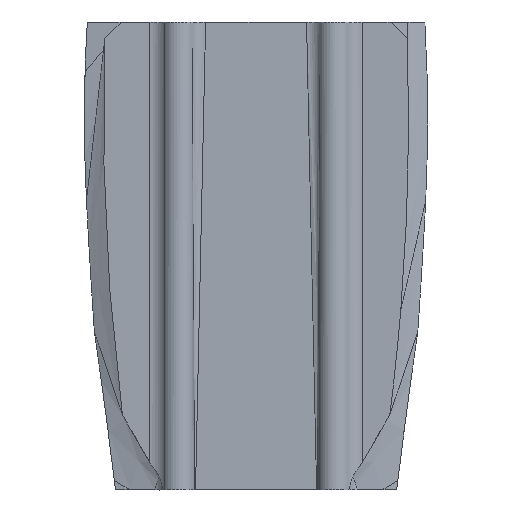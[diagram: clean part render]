
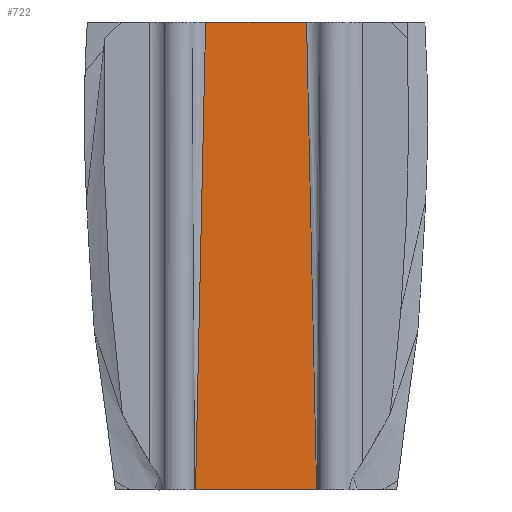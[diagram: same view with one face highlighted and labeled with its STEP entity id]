
A CAD part, front view. The second image highlights one B-rep face of the part: STEP entity #722.
In plain terms, the highlighted planar face has unit normal (0, -1, 0).
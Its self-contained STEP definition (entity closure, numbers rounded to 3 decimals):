
#57=FACE_OUTER_BOUND('',#106,.T.);
#106=EDGE_LOOP('',(#511,#512,#513,#514));
#205=B_SPLINE_CURVE_WITH_KNOTS('',3,(#1260,#1261,#1262,#1263,#1264,#1265),
 .UNSPECIFIED.,.F.,.F.,(4,1,1,4),(2.652,14.652,20.652,
23.652),.UNSPECIFIED.);
#206=B_SPLINE_CURVE_WITH_KNOTS('',3,(#1268,#1269,#1270,#1271,#1272,#1273),
 .UNSPECIFIED.,.F.,.F.,(4,1,1,4),(-23.652,-17.652,-11.652,
-2.652),.UNSPECIFIED.);
#228=LINE('',#1148,#267);
#230=LINE('',#1267,#269);
#267=VECTOR('',#873,10.);
#269=VECTOR('',#891,10.);
#314=VERTEX_POINT('',#1103);
#315=VERTEX_POINT('',#1147);
#328=VERTEX_POINT('',#1259);
#329=VERTEX_POINT('',#1266);
#386=EDGE_CURVE('',#315,#314,#228,.T.);
#400=EDGE_CURVE('',#328,#314,#205,.T.);
#401=EDGE_CURVE('',#328,#329,#230,.T.);
#402=EDGE_CURVE('',#315,#329,#206,.T.);
#511=ORIENTED_EDGE('',*,*,#386,.T.);
#512=ORIENTED_EDGE('',*,*,#400,.F.);
#513=ORIENTED_EDGE('',*,*,#401,.T.);
#514=ORIENTED_EDGE('',*,*,#402,.F.);
#710=PLANE('',#800);
#722=ADVANCED_FACE('',(#57),#710,.F.);
#800=AXIS2_PLACEMENT_3D('',#1258,#889,#890);
#873=DIRECTION('',(1.,0.,0.));
#889=DIRECTION('center_axis',(0.,1.,0.));
#890=DIRECTION('ref_axis',(0.,0.,1.));
#891=DIRECTION('',(-1.,0.,0.));
#1103=CARTESIAN_POINT('',(26.782,-4.,-101.517));
#1147=CARTESIAN_POINT('',(-27.565,-4.,-101.517));
#1148=CARTESIAN_POINT('',(-51.051,-4.,-101.517));
#1258=CARTESIAN_POINT('Origin',(-0.338,-4.,24.63));
#1259=CARTESIAN_POINT('',(22.262,-4.,108.483));
#1260=CARTESIAN_POINT('Ctrl Pts',(22.262,-4.,108.483));
#1261=CARTESIAN_POINT('Ctrl Pts',(22.705,-4.,68.482));
#1262=CARTESIAN_POINT('Ctrl Pts',(24.107,-4.,8.482));
#1263=CARTESIAN_POINT('Ctrl Pts',(25.997,-4.,-61.518));
#1264=CARTESIAN_POINT('Ctrl Pts',(26.617,-4.,-91.518));
#1265=CARTESIAN_POINT('Ctrl Pts',(26.782,-4.,-101.517));
#1266=CARTESIAN_POINT('',(-23.045,-4.,108.483));
#1267=CARTESIAN_POINT('',(50.322,-4.,108.483));
#1268=CARTESIAN_POINT('Ctrl Pts',(-27.565,-4.,-101.517));
#1269=CARTESIAN_POINT('Ctrl Pts',(-27.234,-4.,-81.518));
#1270=CARTESIAN_POINT('Ctrl Pts',(-26.253,-4.,-41.518));
#1271=CARTESIAN_POINT('Ctrl Pts',(-24.385,-4.,28.482));
#1272=CARTESIAN_POINT('Ctrl Pts',(-23.377,-4.,78.483));
#1273=CARTESIAN_POINT('Ctrl Pts',(-23.045,-4.,108.483));
